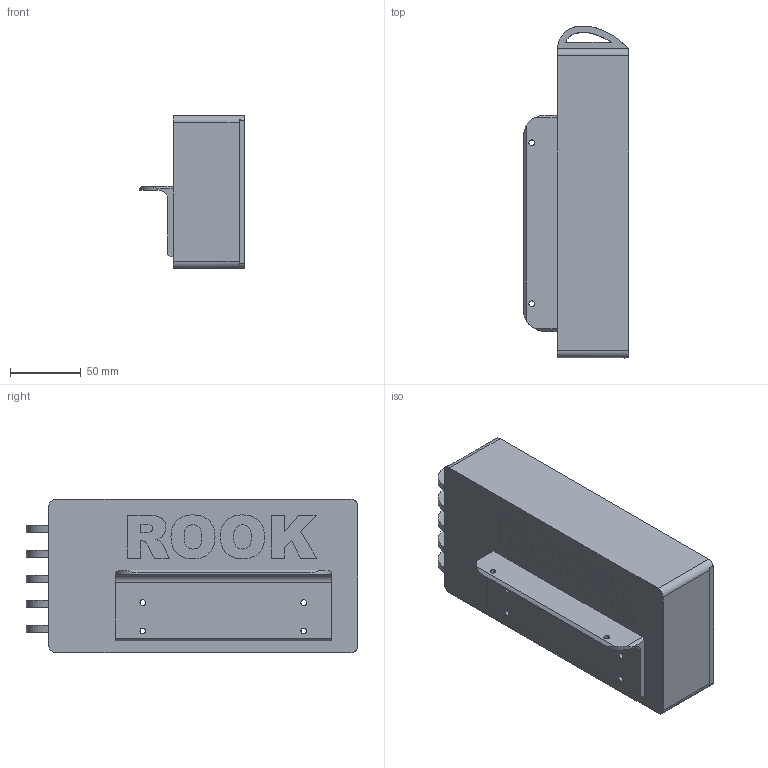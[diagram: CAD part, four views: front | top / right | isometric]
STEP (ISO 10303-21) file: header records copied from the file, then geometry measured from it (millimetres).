
FILE_DESCRIPTION(/* description */ (''),/* implementation_level */ '2;1');
FILE_NAME(/* name */ 'PowerSupply.step',/* time_stamp */ '2022-12-26T21:14:06+08:00',/* author */ (''),/* organization */ (''),/* preprocessor_version */ 'ST-DEVELOPER v19.2',/* originating_system */ 'Autodesk Translation Framework v11.17.0.187',/* authorisation */ '');
FILE_SCHEMA (('AUTOMOTIVE_DESIGN { 1 0 10303 214 3 1 1 }'));
Length unit declared in the file: millimetre
Products named in the file (1): PowerSupply
Bounding box: 74.5 x 233.97 x 108 mm (x, y, z)
Volume: 290093.4 mm3; surface area: 180412.1 mm2
Topology: 8 solids, 8 shells, 571 faces, 1494 edges, 950 vertices
Faces by surface type: plane 427, bspline 114, cylinder 30
Full cylindrical faces by diameter (mm): 3.8 x4, 4 x10, 8 x4
Entity records: 18841 total; most frequent: CARTESIAN_POINT 5380, ORIENTED_EDGE 2988, DIRECTION 2250, EDGE_CURVE 1494, LINE 1194, VECTOR 1194, VERTEX_POINT 950, EDGE_LOOP 682
